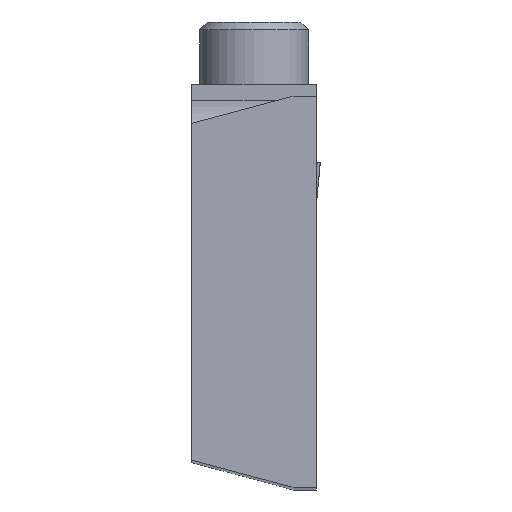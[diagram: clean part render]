
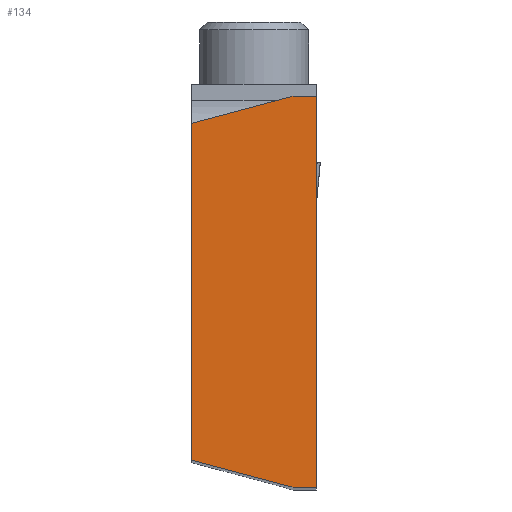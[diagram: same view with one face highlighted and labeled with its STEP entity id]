
A CAD part, top view. The second image highlights one B-rep face of the part: STEP entity #134.
In plain terms, the highlighted planar face has unit normal (0, 0, 1).
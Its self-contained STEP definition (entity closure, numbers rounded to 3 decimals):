
#134=ADVANCED_FACE('',(#238),#195,.F.);
#195=PLANE('',#1345);
#238=FACE_OUTER_BOUND('',#299,.T.);
#299=EDGE_LOOP('',(#479,#480,#481,#482,#483,#484));
#479=ORIENTED_EDGE('',*,*,#882,.T.);
#480=ORIENTED_EDGE('',*,*,#889,.T.);
#481=ORIENTED_EDGE('',*,*,#869,.T.);
#482=ORIENTED_EDGE('',*,*,#902,.T.);
#483=ORIENTED_EDGE('',*,*,#904,.T.);
#484=ORIENTED_EDGE('',*,*,#896,.T.);
#758=VERTEX_POINT('',#1806);
#759=VERTEX_POINT('',#1808);
#767=VERTEX_POINT('',#1831);
#768=VERTEX_POINT('',#1833);
#775=VERTEX_POINT('',#1876);
#779=VERTEX_POINT('',#1886);
#869=EDGE_CURVE('',#759,#758,#1031,.T.);
#882=EDGE_CURVE('',#768,#767,#1042,.T.);
#889=EDGE_CURVE('',#767,#759,#1048,.T.);
#896=EDGE_CURVE('',#775,#768,#1051,.T.);
#902=EDGE_CURVE('',#758,#779,#1056,.T.);
#904=EDGE_CURVE('',#779,#775,#1057,.T.);
#1031=LINE('',#1807,#1156);
#1042=LINE('',#1832,#1167);
#1048=LINE('',#1844,#1173);
#1051=LINE('',#1875,#1176);
#1056=LINE('',#1887,#1181);
#1057=LINE('',#1891,#1182);
#1156=VECTOR('',#1441,1.);
#1167=VECTOR('',#1462,1.);
#1173=VECTOR('',#1474,1.);
#1176=VECTOR('',#1487,1.);
#1181=VECTOR('',#1496,1.);
#1182=VECTOR('',#1501,1.);
#1345=AXIS2_PLACEMENT_3D('',#1894,#1505,#1506);
#1441=DIRECTION('',(0.,1.,0.));
#1462=DIRECTION('',(0.966,-0.259,0.));
#1474=DIRECTION('',(1.,0.,0.));
#1487=DIRECTION('',(0.,-1.,0.));
#1496=DIRECTION('',(-1.,0.,0.));
#1501=DIRECTION('',(-0.966,-0.259,0.));
#1505=DIRECTION('',(0.,0.,-1.));
#1506=DIRECTION('',(0.,1.,0.));
#1806=CARTESIAN_POINT('',(0.,25.498,0.));
#1807=CARTESIAN_POINT('',(0.,0.402,0.));
#1808=CARTESIAN_POINT('',(0.,0.402,0.));
#1831=CARTESIAN_POINT('',(-1.5,0.402,0.));
#1832=CARTESIAN_POINT('',(-8.,2.144,0.));
#1833=CARTESIAN_POINT('',(-8.,2.144,0.));
#1844=CARTESIAN_POINT('',(-1.5,0.402,0.));
#1875=CARTESIAN_POINT('',(-8.,23.756,0.));
#1876=CARTESIAN_POINT('',(-8.,23.756,0.));
#1886=CARTESIAN_POINT('',(-1.5,25.498,0.));
#1887=CARTESIAN_POINT('',(0.,25.498,0.));
#1891=CARTESIAN_POINT('',(-1.5,25.498,0.));
#1894=CARTESIAN_POINT('',(-8.,2.144,0.));
